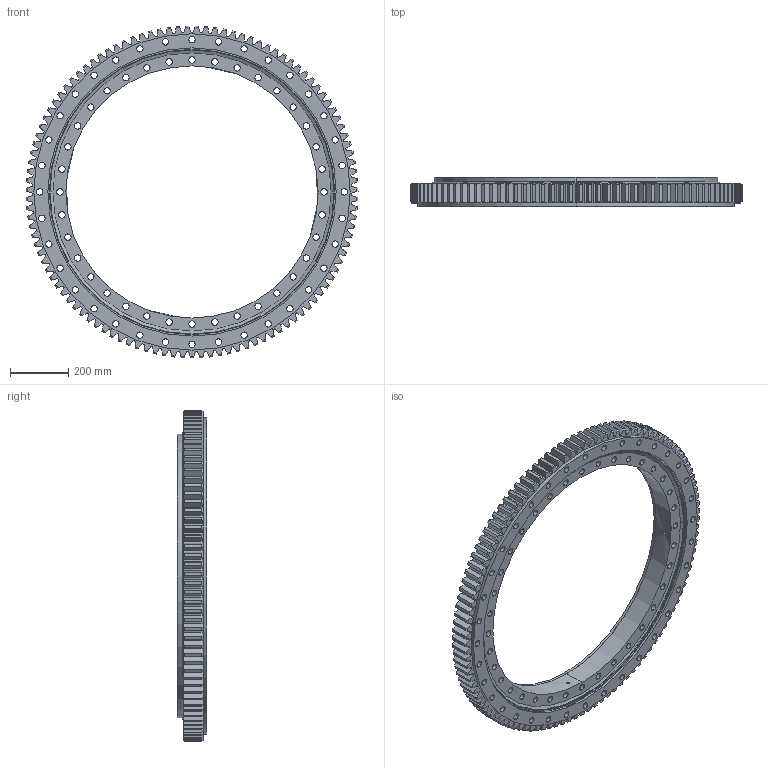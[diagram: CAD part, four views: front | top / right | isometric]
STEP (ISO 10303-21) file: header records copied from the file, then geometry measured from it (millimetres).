
FILE_DESCRIPTION (( 'STEP AP203' ), '1' );
FILE_NAME ('06-0980-09.STEP', '2017-12-27T08:21:38', ( 'defontaine' ), ( 'Hewlett-Packard Company' ), 'SwSTEP 2.0', 'SolidWorks 2016', '' );
FILE_SCHEMA (( 'CONFIG_CONTROL_DESIGN' ));
Length unit declared in the file: millimetre
Products named in the file (1): 06-0980-09
Bounding box: 1143.98 x 100 x 1143.89 mm (x, y, z)
Volume: 26281384.2 mm3; surface area: 2749151.9 mm2
Topology: 5 solids, 5 shells, 919 faces, 2675 edges, 1765 vertices
Faces by surface type: cylinder 405, cone 247, plane 239, torus 28
Entity records: 32061 total; most frequent: CARTESIAN_POINT 7292, ORIENTED_EDGE 5334, DIRECTION 5126, EDGE_CURVE 2667, AXIS2_PLACEMENT_3D 2015, VERTEX_POINT 1765, LINE 1096, VECTOR 1096
